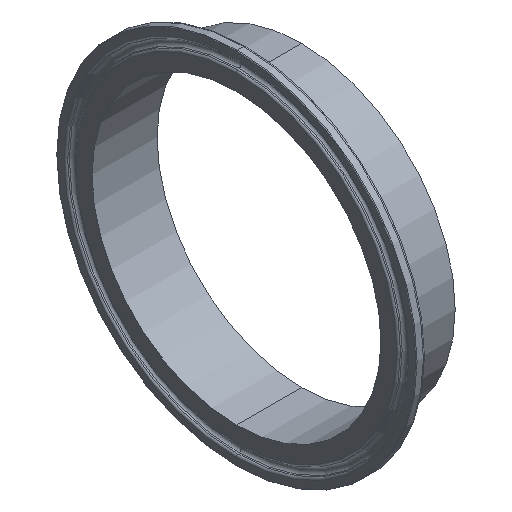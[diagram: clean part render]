
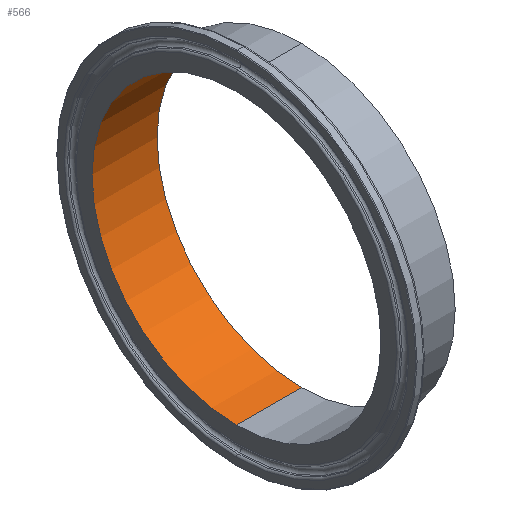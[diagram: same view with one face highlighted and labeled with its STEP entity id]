
A CAD part, isometric view. The second image highlights one B-rep face of the part: STEP entity #566.
In plain terms, the highlighted cylindrical face has radius 47.75 mm (diameter 95.5 mm), a partial arc.
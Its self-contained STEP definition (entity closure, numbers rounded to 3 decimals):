
#9 = EDGE_CURVE ( 'NONE', #26, #260, #552, .T. ) ;
#26 = VERTEX_POINT ( 'NONE', #90 ) ;
#39 = DIRECTION ( 'NONE',  ( -1., 0., 0. ) ) ;
#56 = EDGE_LOOP ( 'NONE', ( #393, #660, #145, #148 ) ) ;
#63 = CIRCLE ( 'NONE', #441, 47.75 ) ;
#90 = CARTESIAN_POINT ( 'NONE',  ( 21.5, 0., -47.75 ) ) ;
#96 = CARTESIAN_POINT ( 'NONE',  ( 21.5, 0., 47.75 ) ) ;
#105 = CARTESIAN_POINT ( 'NONE',  ( 0., 0., 47.75 ) ) ;
#145 = ORIENTED_EDGE ( 'NONE', *, *, #467, .T. ) ;
#148 = ORIENTED_EDGE ( 'NONE', *, *, #473, .T. ) ;
#157 = EDGE_CURVE ( 'NONE', #277, #26, #364, .T. ) ;
#159 = CARTESIAN_POINT ( 'NONE',  ( 0., 0., -47.75 ) ) ;
#203 = DIRECTION ( 'NONE',  ( -1., 0., 0. ) ) ;
#230 = VECTOR ( 'NONE', #203, 1000. ) ;
#260 = VERTEX_POINT ( 'NONE', #159 ) ;
#277 = VERTEX_POINT ( 'NONE', #96 ) ;
#306 = DIRECTION ( 'NONE',  ( -1., 0., 0. ) ) ;
#344 = DIRECTION ( 'NONE',  ( -1., 0., 0. ) ) ;
#364 = CIRCLE ( 'NONE', #404, 47.75 ) ;
#380 = CYLINDRICAL_SURFACE ( 'NONE', #711, 47.75 ) ;
#393 = ORIENTED_EDGE ( 'NONE', *, *, #9, .F. ) ;
#404 = AXIS2_PLACEMENT_3D ( 'NONE', #719, #306, #544 ) ;
#431 = VERTEX_POINT ( 'NONE', #469 ) ;
#441 = AXIS2_PLACEMENT_3D ( 'NONE', #698, #579, #454 ) ;
#454 = DIRECTION ( 'NONE',  ( 0., 0., 1. ) ) ;
#467 = EDGE_CURVE ( 'NONE', #277, #431, #528, .T. ) ;
#469 = CARTESIAN_POINT ( 'NONE',  ( 0., 0., 47.75 ) ) ;
#473 = EDGE_CURVE ( 'NONE', #431, #260, #63, .T. ) ;
#492 = CARTESIAN_POINT ( 'NONE',  ( 0., 0., -47.75 ) ) ;
#528 = LINE ( 'NONE', #105, #535 ) ;
#535 = VECTOR ( 'NONE', #344, 1000. ) ;
#544 = DIRECTION ( 'NONE',  ( 0., 0., 1. ) ) ;
#552 = LINE ( 'NONE', #492, #230 ) ;
#566 = ADVANCED_FACE ( 'NONE', ( #617 ), #380, .F. ) ;
#572 = CARTESIAN_POINT ( 'NONE',  ( 0., 0., 0. ) ) ;
#579 = DIRECTION ( 'NONE',  ( -1., 0., 0. ) ) ;
#617 = FACE_OUTER_BOUND ( 'NONE', #56, .T. ) ;
#621 = DIRECTION ( 'NONE',  ( 0., 0., 1. ) ) ;
#660 = ORIENTED_EDGE ( 'NONE', *, *, #157, .F. ) ;
#698 = CARTESIAN_POINT ( 'NONE',  ( 0., 0., 0. ) ) ;
#711 = AXIS2_PLACEMENT_3D ( 'NONE', #572, #39, #621 ) ;
#719 = CARTESIAN_POINT ( 'NONE',  ( 21.5, 0., 0. ) ) ;
